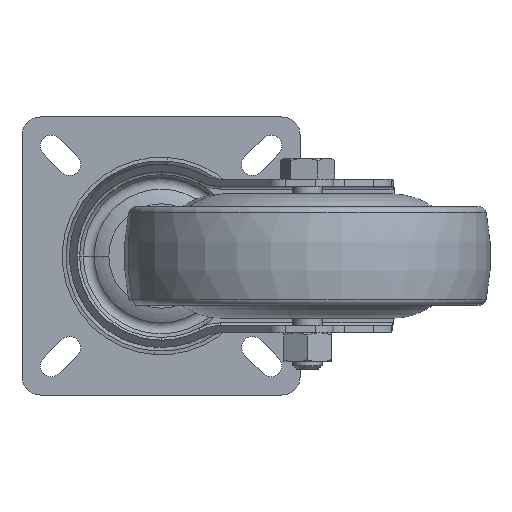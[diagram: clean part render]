
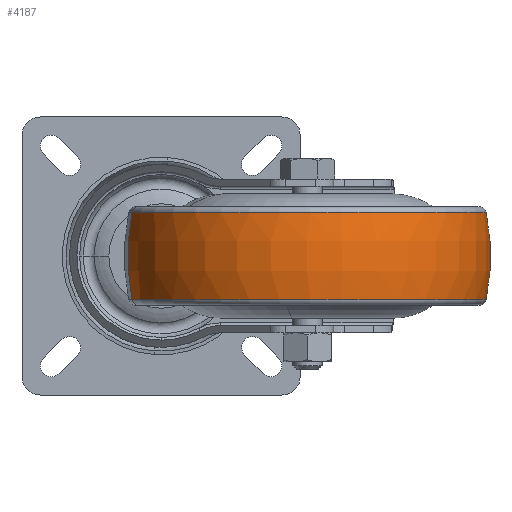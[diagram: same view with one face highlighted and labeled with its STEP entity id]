
A CAD part, front view. The second image highlights one B-rep face of the part: STEP entity #4187.
In plain terms, the highlighted toroidal (fillet/blend) face has major radius 11.5 mm and minor radius 61.5 mm.
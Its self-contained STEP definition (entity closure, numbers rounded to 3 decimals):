
#22 = DIRECTION ( 'NONE',  ( -0.982, -0.19, 0. ) ) ;
#114 = CIRCLE ( 'NONE', #4403, 61.5 ) ;
#344 = CARTESIAN_POINT ( 'NONE',  ( -49.958, -8.059, 48.614 ) ) ;
#527 = EDGE_LOOP ( 'NONE', ( #2936, #4623, #897, #1082 ) ) ;
#604 = VERTEX_POINT ( 'NONE', #1596 ) ;
#679 = DIRECTION ( 'NONE',  ( 0., 0., 1. ) ) ;
#897 = ORIENTED_EDGE ( 'NONE', *, *, #1155, .T. ) ;
#983 = AXIS2_PLACEMENT_3D ( 'NONE', #2998, #2518, #22 ) ;
#1082 = ORIENTED_EDGE ( 'NONE', *, *, #2308, .T. ) ;
#1155 = EDGE_CURVE ( 'NONE', #3047, #4728, #5019, .T. ) ;
#1351 = CARTESIAN_POINT ( 'NONE',  ( -97.909, -17.341, 72.387 ) ) ;
#1416 = DIRECTION ( 'NONE',  ( 0., 0., -1. ) ) ;
#1596 = CARTESIAN_POINT ( 'NONE',  ( -49.958, -8.059, 72.387 ) ) ;
#2002 = DIRECTION ( 'NONE',  ( -0.982, -0.19, 0. ) ) ;
#2146 = DIRECTION ( 'NONE',  ( 0.982, 0.19, 0. ) ) ;
#2233 = EDGE_CURVE ( 'NONE', #604, #2619, #114, .T. ) ;
#2262 = CIRCLE ( 'NONE', #5373, 48.84 ) ;
#2281 = DIRECTION ( 'NONE',  ( 0.982, 0.19, 0. ) ) ;
#2308 = EDGE_CURVE ( 'NONE', #4728, #2619, #2262, .T. ) ;
#2438 = DIRECTION ( 'NONE',  ( -0.982, -0.19, 0. ) ) ;
#2518 = DIRECTION ( 'NONE',  ( 0., 0., -1. ) ) ;
#2619 = VERTEX_POINT ( 'NONE', #344 ) ;
#2936 = ORIENTED_EDGE ( 'NONE', *, *, #2233, .F. ) ;
#2998 = CARTESIAN_POINT ( 'NONE',  ( -97.909, -17.341, 60.5 ) ) ;
#3046 = CARTESIAN_POINT ( 'NONE',  ( -145.859, -26.623, 48.614 ) ) ;
#3047 = VERTEX_POINT ( 'NONE', #3299 ) ;
#3149 = CIRCLE ( 'NONE', #4303, 48.84 ) ;
#3163 = DIRECTION ( 'NONE',  ( 0.19, -0.982, 0. ) ) ;
#3225 = FACE_OUTER_BOUND ( 'NONE', #527, .T. ) ;
#3299 = CARTESIAN_POINT ( 'NONE',  ( -145.859, -26.623, 72.387 ) ) ;
#4187 = ADVANCED_FACE ( 'NONE', ( #3225 ), #6131, .T. ) ;
#4303 = AXIS2_PLACEMENT_3D ( 'NONE', #1351, #1416, #2438 ) ;
#4403 = AXIS2_PLACEMENT_3D ( 'NONE', #4547, #4523, #2002 ) ;
#4468 = EDGE_CURVE ( 'NONE', #604, #3047, #3149, .T. ) ;
#4523 = DIRECTION ( 'NONE',  ( -0.19, 0.982, 0. ) ) ;
#4547 = CARTESIAN_POINT ( 'NONE',  ( -109.199, -19.526, 60.5 ) ) ;
#4623 = ORIENTED_EDGE ( 'NONE', *, *, #4468, .T. ) ;
#4728 = VERTEX_POINT ( 'NONE', #3046 ) ;
#4753 = CARTESIAN_POINT ( 'NONE',  ( -86.618, -15.155, 60.5 ) ) ;
#5019 = CIRCLE ( 'NONE', #6123, 61.5 ) ;
#5373 = AXIS2_PLACEMENT_3D ( 'NONE', #6127, #679, #2146 ) ;
#6123 = AXIS2_PLACEMENT_3D ( 'NONE', #4753, #3163, #2281 ) ;
#6127 = CARTESIAN_POINT ( 'NONE',  ( -97.909, -17.341, 48.614 ) ) ;
#6131 = TOROIDAL_SURFACE ( 'NONE', #983, -11.5, 61.5 ) ;
